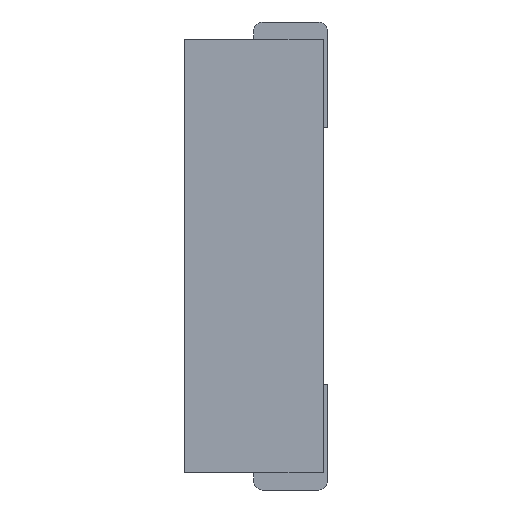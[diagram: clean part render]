
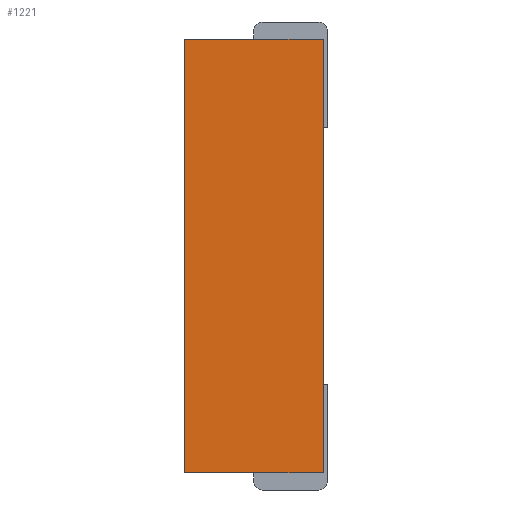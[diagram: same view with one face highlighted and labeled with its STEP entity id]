
A CAD part, left-side view. The second image highlights one B-rep face of the part: STEP entity #1221.
In plain terms, the highlighted planar face has unit normal (-1, 0, 0).
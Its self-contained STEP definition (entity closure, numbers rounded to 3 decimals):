
#479 = VERTEX_POINT('',#480);
#480 = CARTESIAN_POINT('',(-2.5,0.,2.5));
#486 = EDGE_CURVE('',#487,#479,#489,.T.);
#487 = VERTEX_POINT('',#488);
#488 = CARTESIAN_POINT('',(-2.5,0.,-2.5));
#489 = LINE('',#490,#491);
#490 = CARTESIAN_POINT('',(-2.5,0.,2.5));
#491 = VECTOR('',#492,1.);
#492 = DIRECTION('',(0.,0.,1.));
#556 = VERTEX_POINT('',#557);
#557 = CARTESIAN_POINT('',(-2.5,1.6,2.5));
#563 = EDGE_CURVE('',#556,#479,#564,.T.);
#564 = LINE('',#565,#566);
#565 = CARTESIAN_POINT('',(-2.5,1.6,2.5));
#566 = VECTOR('',#567,1.);
#567 = DIRECTION('',(-0.,-1.,-0.));
#951 = VERTEX_POINT('',#952);
#952 = CARTESIAN_POINT('',(-2.5,1.6,-2.5));
#958 = EDGE_CURVE('',#951,#556,#959,.T.);
#959 = LINE('',#960,#961);
#960 = CARTESIAN_POINT('',(-2.5,1.6,2.5));
#961 = VECTOR('',#962,1.);
#962 = DIRECTION('',(0.,0.,1.));
#1202 = EDGE_CURVE('',#951,#487,#1203,.T.);
#1203 = LINE('',#1204,#1205);
#1204 = CARTESIAN_POINT('',(-2.5,1.6,-2.5));
#1205 = VECTOR('',#1206,1.);
#1206 = DIRECTION('',(-0.,-1.,-0.));
#1221 = ADVANCED_FACE('',(#1222),#1228,.F.);
#1222 = FACE_BOUND('',#1223,.T.);
#1223 = EDGE_LOOP('',(#1224,#1225,#1226,#1227));
#1224 = ORIENTED_EDGE('',*,*,#486,.T.);
#1225 = ORIENTED_EDGE('',*,*,#563,.F.);
#1226 = ORIENTED_EDGE('',*,*,#958,.F.);
#1227 = ORIENTED_EDGE('',*,*,#1202,.T.);
#1228 = PLANE('',#1229);
#1229 = AXIS2_PLACEMENT_3D('',#1230,#1231,#1232);
#1230 = CARTESIAN_POINT('',(-2.5,1.6,2.5));
#1231 = DIRECTION('',(1.,0.,0.));
#1232 = DIRECTION('',(0.,0.,-1.));
